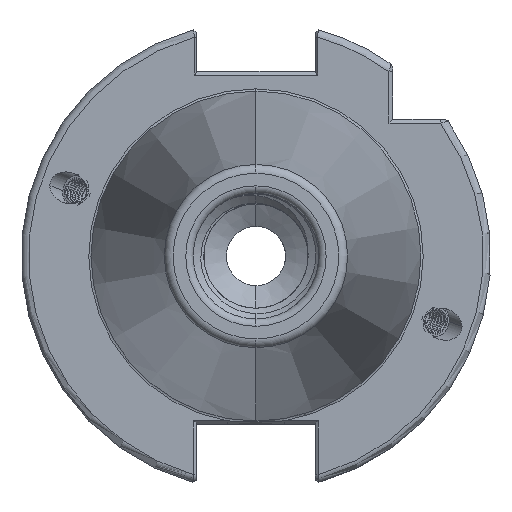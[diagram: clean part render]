
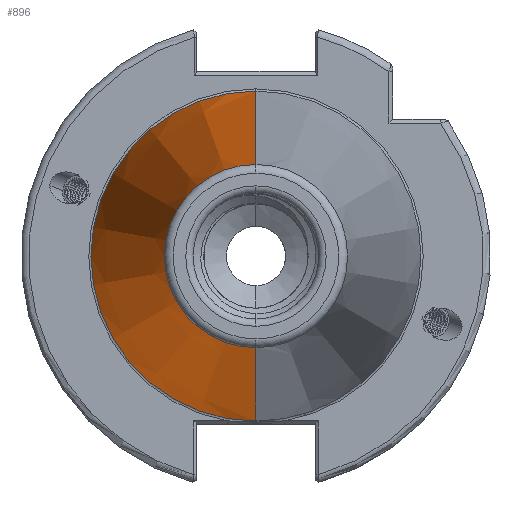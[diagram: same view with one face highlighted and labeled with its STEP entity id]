
A CAD part, left-side view. The second image highlights one B-rep face of the part: STEP entity #896.
In plain terms, the highlighted conical face has half-angle 8.297 degrees and reference radius 22.692 mm.
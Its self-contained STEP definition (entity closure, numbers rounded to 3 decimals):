
#638 = EDGE_CURVE ( 'NONE', #19624, #19620, #3198, .T. ) ;
#647 = EDGE_CURVE ( 'NONE', #19654, #19566, #3187, .T. ) ;
#673 = EDGE_CURVE ( 'NONE', #19620, #19566, #1928, .T. ) ;
#694 = EDGE_CURVE ( 'NONE', #19624, #19654, #2107, .T. ) ;
#896 = ADVANCED_FACE ( 'NONE', ( #2307 ), #2292, .T. ) ;
#1928 = LINE ( 'NONE', #20468, #2105 ) ;
#2105 = VECTOR ( 'NONE', #20537, 1000. ) ;
#2107 = LINE ( 'NONE', #20685, #2121 ) ;
#2121 = VECTOR ( 'NONE', #20693, 1000. ) ;
#2292 = CONICAL_SURFACE ( 'NONE', #17619, 22.692, 0.145 ) ;
#2307 = FACE_OUTER_BOUND ( 'NONE', #19880, .T. ) ;
#3187 = CIRCLE ( 'NONE', #17857, 22.327 ) ;
#3198 = CIRCLE ( 'NONE', #17852, 12.4 ) ;
#7008 = ORIENTED_EDGE ( 'NONE', *, *, #647, .F. ) ;
#7035 = ORIENTED_EDGE ( 'NONE', *, *, #673, .T. ) ;
#7042 = ORIENTED_EDGE ( 'NONE', *, *, #638, .T. ) ;
#7122 = ORIENTED_EDGE ( 'NONE', *, *, #694, .F. ) ;
#10707 = CARTESIAN_POINT ( 'NONE',  ( -2.5, 0., 22.327 ) ) ;
#10758 = CARTESIAN_POINT ( 'NONE',  ( -70.573, 0., 12.4 ) ) ;
#10779 = CARTESIAN_POINT ( 'NONE',  ( -70.573, 0., -12.4 ) ) ;
#10782 = CARTESIAN_POINT ( 'NONE',  ( -2.5, 0., -22.327 ) ) ;
#13040 = CARTESIAN_POINT ( 'NONE',  ( 0., 0., 0. ) ) ;
#13047 = DIRECTION ( 'NONE',  ( 1., 0., 0. ) ) ;
#13048 = DIRECTION ( 'NONE',  ( 0., 0., -1. ) ) ;
#17619 = AXIS2_PLACEMENT_3D ( 'NONE', #13040, #13047, #13048 ) ;
#17852 = AXIS2_PLACEMENT_3D ( 'NONE', #21451, #21452, #21455 ) ;
#17857 = AXIS2_PLACEMENT_3D ( 'NONE', #20246, #20193, #20253 ) ;
#19566 = VERTEX_POINT ( 'NONE', #10707 ) ;
#19620 = VERTEX_POINT ( 'NONE', #10758 ) ;
#19624 = VERTEX_POINT ( 'NONE', #10779 ) ;
#19654 = VERTEX_POINT ( 'NONE', #10782 ) ;
#19880 = EDGE_LOOP ( 'NONE', ( #7042, #7035, #7008, #7122 ) ) ;
#20193 = DIRECTION ( 'NONE',  ( 1., 0., 0. ) ) ;
#20246 = CARTESIAN_POINT ( 'NONE',  ( -2.5, 0., 0. ) ) ;
#20253 = DIRECTION ( 'NONE',  ( 0., 0., -1. ) ) ;
#20468 = CARTESIAN_POINT ( 'NONE',  ( 0., 0., 22.692 ) ) ;
#20537 = DIRECTION ( 'NONE',  ( 0.99, 0., 0.144 ) ) ;
#20685 = CARTESIAN_POINT ( 'NONE',  ( 0., 0., -22.692 ) ) ;
#20693 = DIRECTION ( 'NONE',  ( 0.99, 0., -0.144 ) ) ;
#21451 = CARTESIAN_POINT ( 'NONE',  ( -70.573, 0., 0. ) ) ;
#21452 = DIRECTION ( 'NONE',  ( 1., 0., 0. ) ) ;
#21455 = DIRECTION ( 'NONE',  ( 0., 0., 1. ) ) ;
